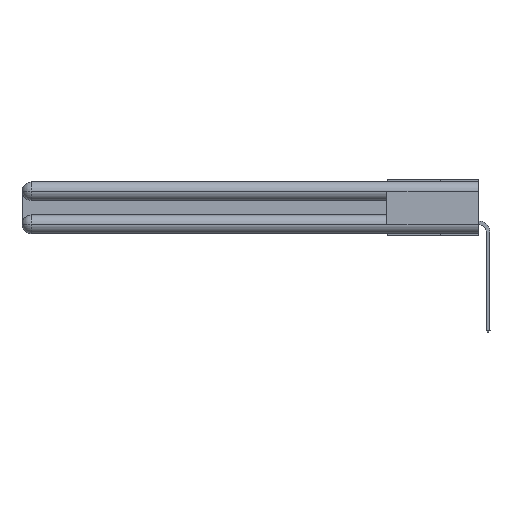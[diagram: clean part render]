
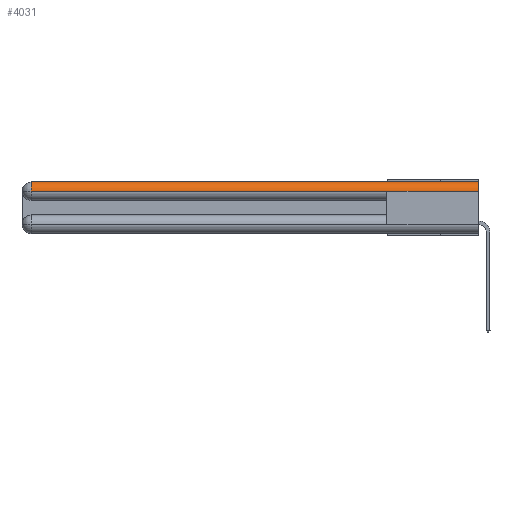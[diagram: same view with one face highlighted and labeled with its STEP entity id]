
A CAD part, left-side view. The second image highlights one B-rep face of the part: STEP entity #4031.
In plain terms, the highlighted cylindrical face has radius 1.562 mm (diameter 3.124 mm), a partial arc.
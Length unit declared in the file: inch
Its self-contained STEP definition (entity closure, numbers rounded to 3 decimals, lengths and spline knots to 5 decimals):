
#303 = CARTESIAN_POINT ( 'NONE',  ( 0., 3., -0.0615 ) ) ;
#957 = ORIENTED_EDGE ( 'NONE', *, *, #17401, .F. ) ;
#1922 = CIRCLE ( 'NONE', #17443, 0.0615 ) ;
#2580 = EDGE_CURVE ( 'NONE', #14250, #2975, #1922, .T. ) ;
#2975 = VERTEX_POINT ( 'NONE', #21796 ) ;
#2987 = FACE_OUTER_BOUND ( 'NONE', #25580, .T. ) ;
#3708 = CARTESIAN_POINT ( 'NONE',  ( 0., 3., -0.0615 ) ) ;
#3924 = DIRECTION ( 'NONE',  ( 0., 1., 0. ) ) ;
#3954 = VECTOR ( 'NONE', #21320, 39.37008 ) ;
#4031 = ADVANCED_FACE ( 'NONE', ( #2987 ), #13266, .T. ) ;
#4695 = VERTEX_POINT ( 'NONE', #27084 ) ;
#5627 = ORIENTED_EDGE ( 'NONE', *, *, #7100, .F. ) ;
#5975 = DIRECTION ( 'NONE',  ( 0., 0., 1. ) ) ;
#7100 = EDGE_CURVE ( 'NONE', #25760, #29375, #10926, .T. ) ;
#8931 = CARTESIAN_POINT ( 'NONE',  ( 0.0615, 0., 0. ) ) ;
#10268 = CARTESIAN_POINT ( 'NONE',  ( 0., 0., -0.0615 ) ) ;
#10926 = LINE ( 'NONE', #3708, #12113 ) ;
#10996 = EDGE_CURVE ( 'NONE', #14250, #4695, #26441, .T. ) ;
#12113 = VECTOR ( 'NONE', #3924, 39.37008 ) ;
#13266 = CYLINDRICAL_SURFACE ( 'NONE', #16181, 0.0615 ) ;
#14250 = VERTEX_POINT ( 'NONE', #23165 ) ;
#15234 = LINE ( 'NONE', #303, #19959 ) ;
#16181 = AXIS2_PLACEMENT_3D ( 'NONE', #32382, #22603, #24952 ) ;
#17401 = EDGE_CURVE ( 'NONE', #4695, #25760, #26404, .T. ) ;
#17443 = AXIS2_PLACEMENT_3D ( 'NONE', #31212, #18395, #5975 ) ;
#18395 = DIRECTION ( 'NONE',  ( 0., -1., 0. ) ) ;
#19068 = EDGE_CURVE ( 'NONE', #2975, #29375, #15234, .T. ) ;
#19902 = DIRECTION ( 'NONE',  ( 1., 0., 0. ) ) ;
#19959 = VECTOR ( 'NONE', #20370, 39.37008 ) ;
#20370 = DIRECTION ( 'NONE',  ( 0., -1., 0. ) ) ;
#20865 = ORIENTED_EDGE ( 'NONE', *, *, #19068, .T. ) ;
#21320 = DIRECTION ( 'NONE',  ( 0., -1., 0. ) ) ;
#21796 = CARTESIAN_POINT ( 'NONE',  ( 0., 2.94, -0.0615 ) ) ;
#22603 = DIRECTION ( 'NONE',  ( 0., 1., 0. ) ) ;
#23165 = CARTESIAN_POINT ( 'NONE',  ( 0.0615, 2.94, 0. ) ) ;
#23375 = ORIENTED_EDGE ( 'NONE', *, *, #2580, .T. ) ;
#24952 = DIRECTION ( 'NONE',  ( 0., 0., 1. ) ) ;
#24971 = DIRECTION ( 'NONE',  ( 0., -1., 0. ) ) ;
#25580 = EDGE_LOOP ( 'NONE', ( #25674, #23375, #20865, #5627, #957 ) ) ;
#25674 = ORIENTED_EDGE ( 'NONE', *, *, #10996, .F. ) ;
#25760 = VERTEX_POINT ( 'NONE', #10268 ) ;
#26404 = CIRCLE ( 'NONE', #30419, 0.0615 ) ;
#26441 = LINE ( 'NONE', #8931, #3954 ) ;
#27084 = CARTESIAN_POINT ( 'NONE',  ( 0.0615, 0., 0. ) ) ;
#29375 = VERTEX_POINT ( 'NONE', #30632 ) ;
#30419 = AXIS2_PLACEMENT_3D ( 'NONE', #32505, #24971, #19902 ) ;
#30632 = CARTESIAN_POINT ( 'NONE',  ( 0., 0.6, -0.0615 ) ) ;
#31212 = CARTESIAN_POINT ( 'NONE',  ( 0.0615, 2.94, -0.0615 ) ) ;
#32382 = CARTESIAN_POINT ( 'NONE',  ( 0.0615, 0., -0.0615 ) ) ;
#32505 = CARTESIAN_POINT ( 'NONE',  ( 0.0615, 0., -0.0615 ) ) ;
